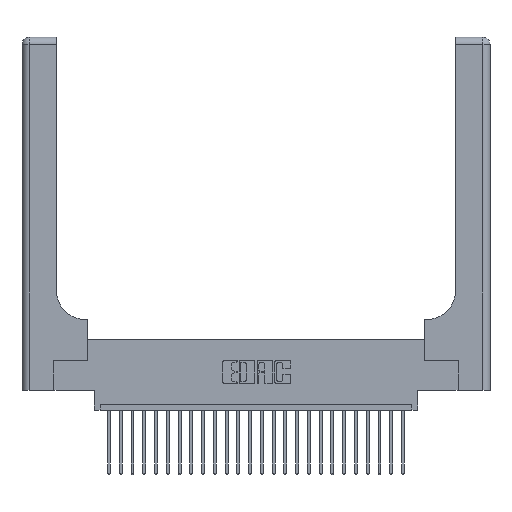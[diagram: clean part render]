
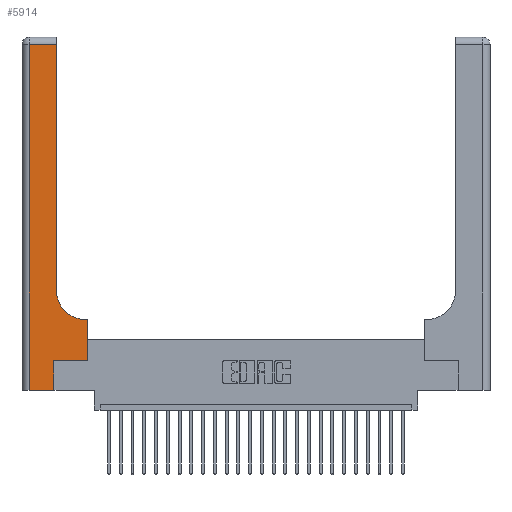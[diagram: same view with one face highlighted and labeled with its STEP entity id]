
A CAD part, top view. The second image highlights one B-rep face of the part: STEP entity #5914.
In plain terms, the highlighted planar face has unit normal (0, 0, 1).
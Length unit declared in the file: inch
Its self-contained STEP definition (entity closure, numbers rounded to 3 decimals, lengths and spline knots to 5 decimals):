
#564 = LINE ( 'NONE', #21138, #14946 ) ;
#622 = ORIENTED_EDGE ( 'NONE', *, *, #19306, .T. ) ;
#822 = CARTESIAN_POINT ( 'NONE',  ( 0.5585, 0.25, 0.37 ) ) ;
#1073 = LINE ( 'NONE', #22847, #5309 ) ;
#1964 = LINE ( 'NONE', #7817, #24825 ) ;
#2583 = ORIENTED_EDGE ( 'NONE', *, *, #10262, .T. ) ;
#3656 = LINE ( 'NONE', #6473, #14775 ) ;
#3677 = DIRECTION ( 'NONE',  ( 0., 1., 0. ) ) ;
#3879 = DIRECTION ( 'NONE',  ( 0., 0., -1. ) ) ;
#4065 = ORIENTED_EDGE ( 'NONE', *, *, #5149, .T. ) ;
#4207 = LINE ( 'NONE', #5510, #9107 ) ;
#5149 = EDGE_CURVE ( 'NONE', #16592, #18918, #1073, .T. ) ;
#5309 = VECTOR ( 'NONE', #25041, 39.37008 ) ;
#5510 = CARTESIAN_POINT ( 'NONE',  ( 0.2915, 3., 0.37 ) ) ;
#5914 = ADVANCED_FACE ( 'NONE', ( #16695 ), #9077, .F. ) ;
#6473 = CARTESIAN_POINT ( 'NONE',  ( 0.06, 3., 0.37 ) ) ;
#7098 = AXIS2_PLACEMENT_3D ( 'NONE', #21742, #10978, #15422 ) ;
#7186 = EDGE_CURVE ( 'NONE', #18918, #23957, #1964, .T. ) ;
#7739 = EDGE_CURVE ( 'NONE', #8521, #21751, #4207, .T. ) ;
#7817 = CARTESIAN_POINT ( 'NONE',  ( 0.2915, 0.6, 0.37 ) ) ;
#8104 = EDGE_CURVE ( 'NONE', #24631, #17946, #15329, .T. ) ;
#8499 = DIRECTION ( 'NONE',  ( 0., 1., 0. ) ) ;
#8521 = VERTEX_POINT ( 'NONE', #13032 ) ;
#8946 = DIRECTION ( 'NONE',  ( 1., 0., 0. ) ) ;
#9077 = PLANE ( 'NONE',  #7098 ) ;
#9107 = VECTOR ( 'NONE', #3677, 39.37008 ) ;
#9152 = EDGE_CURVE ( 'NONE', #23957, #8521, #19360, .T. ) ;
#9927 = DIRECTION ( 'NONE',  ( -1., 0., 0. ) ) ;
#10095 = CARTESIAN_POINT ( 'NONE',  ( 0.5415, 0.85, 0.37 ) ) ;
#10262 = EDGE_CURVE ( 'NONE', #17946, #19912, #25166, .T. ) ;
#10634 = VERTEX_POINT ( 'NONE', #24433 ) ;
#10978 = DIRECTION ( 'NONE',  ( 0., 0., -1. ) ) ;
#12227 = CARTESIAN_POINT ( 'NONE',  ( 0.269, 0.25, 0.37 ) ) ;
#12414 = DIRECTION ( 'NONE',  ( 1., 0., 0. ) ) ;
#12601 = CARTESIAN_POINT ( 'NONE',  ( 0., 0., 0.37 ) ) ;
#13032 = CARTESIAN_POINT ( 'NONE',  ( 0.2915, 0.85, 0.37 ) ) ;
#13884 = CARTESIAN_POINT ( 'NONE',  ( 0., 2.94, 0.37 ) ) ;
#14193 = ORIENTED_EDGE ( 'NONE', *, *, #7739, .T. ) ;
#14206 = DIRECTION ( 'NONE',  ( 1., 0., 0. ) ) ;
#14263 = CARTESIAN_POINT ( 'NONE',  ( 0.5415, 0.6, 0.37 ) ) ;
#14266 = CARTESIAN_POINT ( 'NONE',  ( 0.2915, 2.94, 0.37 ) ) ;
#14596 = CARTESIAN_POINT ( 'NONE',  ( 0.269, 0., 0.37 ) ) ;
#14742 = VECTOR ( 'NONE', #8499, 39.37008 ) ;
#14775 = VECTOR ( 'NONE', #25265, 39.37008 ) ;
#14946 = VECTOR ( 'NONE', #12414, 39.37008 ) ;
#15329 = LINE ( 'NONE', #12601, #23460 ) ;
#15422 = DIRECTION ( 'NONE',  ( -1., 0., 0. ) ) ;
#16148 = ORIENTED_EDGE ( 'NONE', *, *, #26298, .T. ) ;
#16592 = VERTEX_POINT ( 'NONE', #822 ) ;
#16695 = FACE_OUTER_BOUND ( 'NONE', #18273, .T. ) ;
#17289 = AXIS2_PLACEMENT_3D ( 'NONE', #10095, #3879, #14206 ) ;
#17946 = VERTEX_POINT ( 'NONE', #14596 ) ;
#18273 = EDGE_LOOP ( 'NONE', ( #14193, #622, #16148, #25084, #2583, #25674, #4065, #22079, #20561 ) ) ;
#18516 = CARTESIAN_POINT ( 'NONE',  ( 0.06, 0., 0.37 ) ) ;
#18591 = LINE ( 'NONE', #13884, #25433 ) ;
#18918 = VERTEX_POINT ( 'NONE', #22825 ) ;
#19306 = EDGE_CURVE ( 'NONE', #21751, #10634, #18591, .T. ) ;
#19360 = CIRCLE ( 'NONE', #17289, 0.25 ) ;
#19912 = VERTEX_POINT ( 'NONE', #12227 ) ;
#20257 = DIRECTION ( 'NONE',  ( -1., 0., 0. ) ) ;
#20561 = ORIENTED_EDGE ( 'NONE', *, *, #9152, .T. ) ;
#21138 = CARTESIAN_POINT ( 'NONE',  ( 0.269, 0.25, 0.37 ) ) ;
#21742 = CARTESIAN_POINT ( 'NONE',  ( 0., 3., 0.37 ) ) ;
#21751 = VERTEX_POINT ( 'NONE', #14266 ) ;
#21925 = EDGE_CURVE ( 'NONE', #19912, #16592, #564, .T. ) ;
#22079 = ORIENTED_EDGE ( 'NONE', *, *, #7186, .T. ) ;
#22825 = CARTESIAN_POINT ( 'NONE',  ( 0.5585, 0.6, 0.37 ) ) ;
#22847 = CARTESIAN_POINT ( 'NONE',  ( 0.5585, 0.25, 0.37 ) ) ;
#23460 = VECTOR ( 'NONE', #8946, 39.37008 ) ;
#23957 = VERTEX_POINT ( 'NONE', #14263 ) ;
#24433 = CARTESIAN_POINT ( 'NONE',  ( 0.06, 2.94, 0.37 ) ) ;
#24585 = CARTESIAN_POINT ( 'NONE',  ( 0.269, 0., 0.37 ) ) ;
#24631 = VERTEX_POINT ( 'NONE', #18516 ) ;
#24825 = VECTOR ( 'NONE', #9927, 39.37008 ) ;
#25041 = DIRECTION ( 'NONE',  ( 0., 1., 0. ) ) ;
#25084 = ORIENTED_EDGE ( 'NONE', *, *, #8104, .T. ) ;
#25166 = LINE ( 'NONE', #24585, #14742 ) ;
#25265 = DIRECTION ( 'NONE',  ( 0., -1., 0. ) ) ;
#25433 = VECTOR ( 'NONE', #20257, 39.37008 ) ;
#25674 = ORIENTED_EDGE ( 'NONE', *, *, #21925, .T. ) ;
#26298 = EDGE_CURVE ( 'NONE', #10634, #24631, #3656, .T. ) ;
